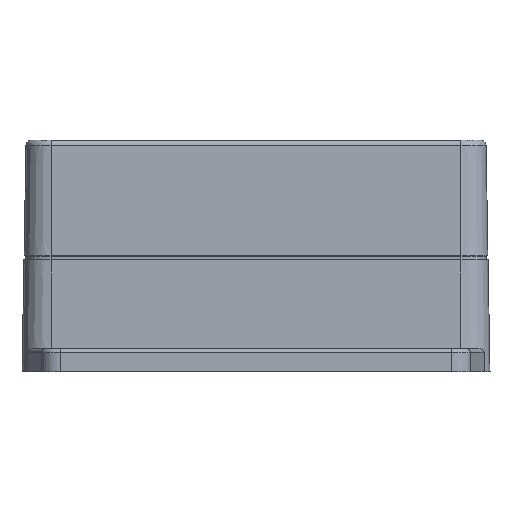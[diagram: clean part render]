
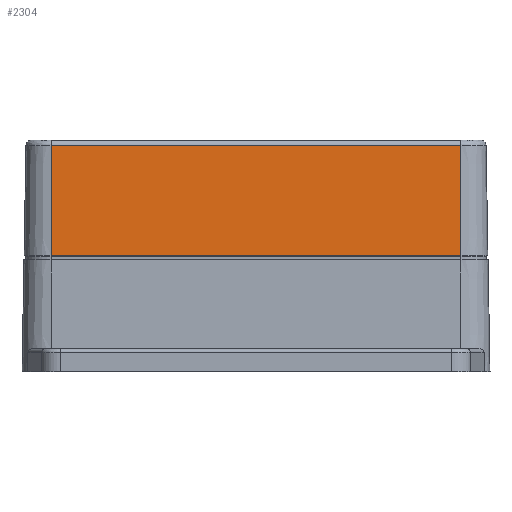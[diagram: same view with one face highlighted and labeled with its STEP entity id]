
A CAD part, left-side view. The second image highlights one B-rep face of the part: STEP entity #2304.
In plain terms, the highlighted planar face has unit normal (-1, 0, 0.018).
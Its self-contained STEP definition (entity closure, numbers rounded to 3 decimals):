
#430 = VECTOR ( 'NONE', #3786, 1000. ) ;
#438 = VECTOR ( 'NONE', #3813, 1000. ) ;
#454 = VECTOR ( 'NONE', #3855, 1000. ) ;
#456 = VECTOR ( 'NONE', #3858, 1000. ) ;
#1433 = CARTESIAN_POINT ( 'NONE',  ( 2202.515, -1130.899, 12.763 ) ) ;
#1434 = CARTESIAN_POINT ( 'NONE',  ( 2202.515, -1024.899, 12.763 ) ) ;
#1438 = CARTESIAN_POINT ( 'NONE',  ( 2203.013, -1024.899, 41.289 ) ) ;
#1445 = CARTESIAN_POINT ( 'NONE',  ( 2203.013, -1130.899, 41.289 ) ) ;
#2304 = ADVANCED_FACE ( 'NONE', ( #2463 ), #10054, .T. ) ;
#2463 = FACE_OUTER_BOUND ( 'NONE', #2804, .T. ) ;
#2469 = AXIS2_PLACEMENT_3D ( 'NONE', #10055, #10056, #10057 ) ;
#2804 = EDGE_LOOP ( 'NONE', ( #9398, #9400, #9401, #9403 ) ) ;
#3784 = LINE ( 'NONE', #3785, #430 ) ;
#3785 = CARTESIAN_POINT ( 'NONE',  ( 2202.515, -1024.899, 12.763 ) ) ;
#3786 = DIRECTION ( 'NONE',  ( 0., -1., 0. ) ) ;
#3811 = LINE ( 'NONE', #3812, #438 ) ;
#3812 = CARTESIAN_POINT ( 'NONE',  ( 2202.515, -1024.899, 12.763 ) ) ;
#3813 = DIRECTION ( 'NONE',  ( -0.017, 0., -1. ) ) ;
#3853 = LINE ( 'NONE', #3854, #454 ) ;
#3854 = CARTESIAN_POINT ( 'NONE',  ( 2202.515, -1130.899, 12.763 ) ) ;
#3855 = DIRECTION ( 'NONE',  ( 0.017, 0., 1. ) ) ;
#3856 = LINE ( 'NONE', #3857, #456 ) ;
#3857 = CARTESIAN_POINT ( 'NONE',  ( 2203.013, -1051.399, 41.289 ) ) ;
#3858 = DIRECTION ( 'NONE',  ( 0., -1., 0. ) ) ;
#7301 = VERTEX_POINT ( 'NONE', #1433 ) ;
#7302 = VERTEX_POINT ( 'NONE', #1434 ) ;
#7306 = VERTEX_POINT ( 'NONE', #1438 ) ;
#7313 = VERTEX_POINT ( 'NONE', #1445 ) ;
#8401 = EDGE_CURVE ( 'NONE', #7302, #7301, #3784, .T. ) ;
#8410 = EDGE_CURVE ( 'NONE', #7306, #7302, #3811, .T. ) ;
#8424 = EDGE_CURVE ( 'NONE', #7301, #7313, #3853, .T. ) ;
#8425 = EDGE_CURVE ( 'NONE', #7306, #7313, #3856, .T. ) ;
#9398 = ORIENTED_EDGE ( 'NONE', *, *, #8401, .T. ) ;
#9400 = ORIENTED_EDGE ( 'NONE', *, *, #8424, .T. ) ;
#9401 = ORIENTED_EDGE ( 'NONE', *, *, #8425, .F. ) ;
#9403 = ORIENTED_EDGE ( 'NONE', *, *, #8410, .T. ) ;
#10054 = PLANE ( 'NONE',  #2469 ) ;
#10055 = CARTESIAN_POINT ( 'NONE',  ( 2202.515, -1024.899, 12.763 ) ) ;
#10056 = DIRECTION ( 'NONE',  ( -1., 0., 0.017 ) ) ;
#10057 = DIRECTION ( 'NONE',  ( 0.017, 0., 1. ) ) ;
